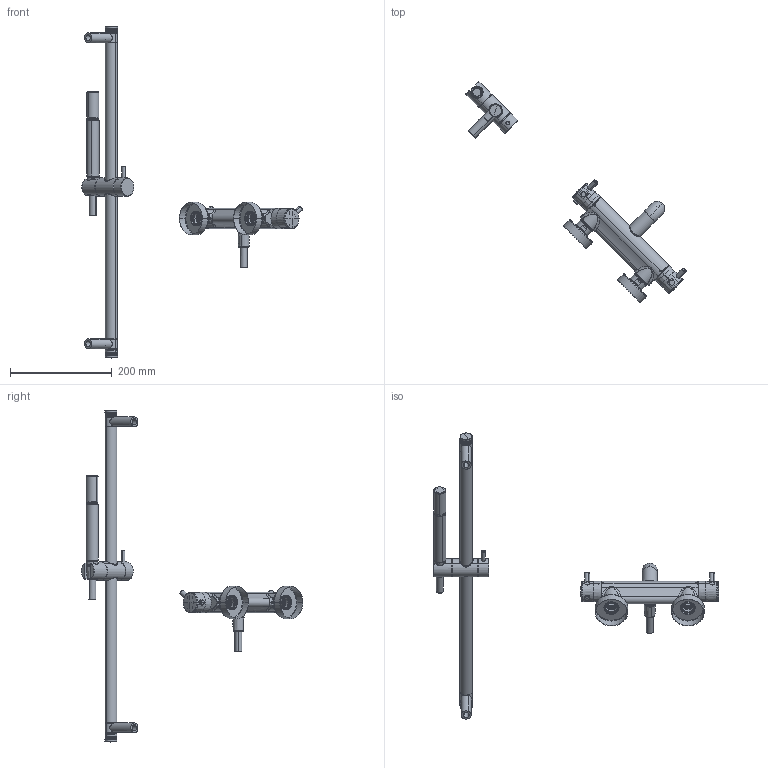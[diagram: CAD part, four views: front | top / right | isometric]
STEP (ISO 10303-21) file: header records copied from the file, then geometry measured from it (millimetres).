
FILE_DESCRIPTION(('CATIA V5 STEP Exchange','CAx-IF Rec.Pracs.--- Model Styling and Organization---1.5--- 2016-08-15','CAx-IF Rec.Pracs.---Supplemental Geometry---1.0---2011-11-01','CAx-IF Rec.Pracs.--- Composite Materials ---3.4---2017-06-13','CAx-IF Rec.Pracs.---Tessellated 3D Geometry---1.0---2015-12-17'),'2;1');
FILE_NAME('LNS23016.stp','2023-01-31T10:43:37+00:00',('none'),('none'),'CATIA Version 5-6 Release 2020 SP2','CATIA V5 STEP AP242 v2','none');
FILE_SCHEMA(('AP242_MANAGED_MODEL_BASED_3D_ENGINEERING_MIM_LF {1 0 10303 442 1 1 4}'));
Length unit declared in the file: millimetre
Products named in the file (4): Product2; lnt23016_AllCATPart; PX0007; PR.0408.10_AllCATPart
Assembly tree (3 placements, depth 2):
  Product2
    lnt23016_AllCATPart
    PX0007
    PR.0408.10_AllCATPart
Bounding box: 431.94 x 434.28 x 651 mm (x, y, z)
Volume: 353822.5 mm3; surface area: 316591.3 mm2
Topology: 42 solids, 155 shells, 2692 faces, 7071 edges, 4565 vertices
Faces by surface type: plane 1111, cylinder 753, torus 356, cone 234, bspline 158, sphere 80
Entity records: 89997 total; most frequent: CARTESIAN_POINT 32593, ORIENTED_EDGE 13511, DIRECTION 8140, EDGE_CURVE 7025, VERTEX_POINT 4565, AXIS2_PLACEMENT_3D 3755, VECTOR 3028, LINE 3028
